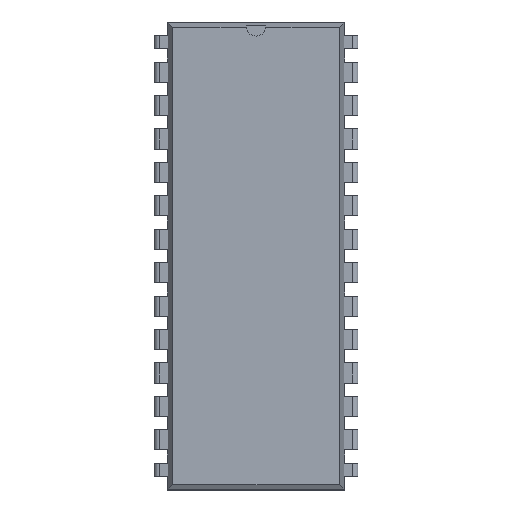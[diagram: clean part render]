
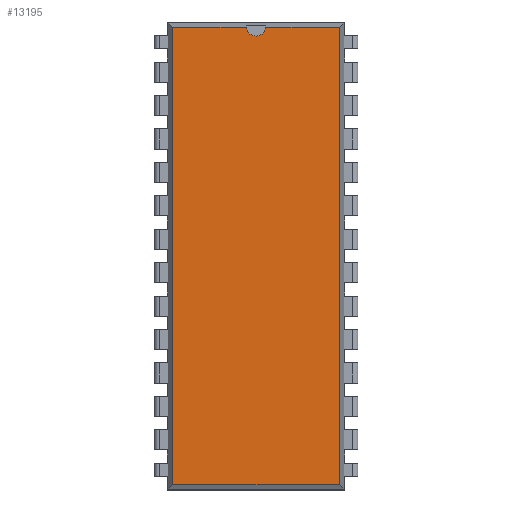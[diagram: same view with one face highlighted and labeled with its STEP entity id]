
A CAD part, top view. The second image highlights one B-rep face of the part: STEP entity #13195.
In plain terms, the highlighted planar face has unit normal (0, 0, 1).
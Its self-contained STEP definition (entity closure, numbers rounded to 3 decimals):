
#7213 = VERTEX_POINT('',#7214);
#7214 = CARTESIAN_POINT('',(13.952,0.871,3.68));
#7219 = EDGE_CURVE('',#7220,#7213,#7222,.T.);
#7220 = VERTEX_POINT('',#7221);
#7221 = CARTESIAN_POINT('',(13.952,-33.891,3.68));
#7222 = LINE('',#7223,#7224);
#7223 = CARTESIAN_POINT('',(13.952,-33.891,3.68));
#7224 = VECTOR('',#7225,1.);
#7225 = DIRECTION('',(0.,1.,0.));
#9979 = VERTEX_POINT('',#9980);
#9980 = CARTESIAN_POINT('',(1.288,0.871,3.68));
#9985 = EDGE_CURVE('',#9986,#9979,#9988,.T.);
#9986 = VERTEX_POINT('',#9987);
#9987 = CARTESIAN_POINT('',(6.874,0.871,3.68));
#9988 = LINE('',#9989,#9990);
#9989 = CARTESIAN_POINT('',(13.952,0.871,3.68));
#9990 = VECTOR('',#9991,1.);
#9991 = DIRECTION('',(-1.,0.,0.));
#10206 = VERTEX_POINT('',#10207);
#10207 = CARTESIAN_POINT('',(8.366,0.871,3.68));
#10311 = EDGE_CURVE('',#7213,#10206,#10312,.T.);
#10312 = LINE('',#10313,#10314);
#10313 = CARTESIAN_POINT('',(13.952,0.871,3.68));
#10314 = VECTOR('',#10315,1.);
#10315 = DIRECTION('',(-1.,0.,0.));
#10425 = VERTEX_POINT('',#10426);
#10426 = CARTESIAN_POINT('',(1.288,-33.891,3.68));
#10431 = EDGE_CURVE('',#9979,#10425,#10432,.T.);
#10432 = LINE('',#10433,#10434);
#10433 = CARTESIAN_POINT('',(1.288,0.871,3.68));
#10434 = VECTOR('',#10435,1.);
#10435 = DIRECTION('',(0.,-1.,0.));
#13184 = EDGE_CURVE('',#10425,#7220,#13185,.T.);
#13185 = LINE('',#13186,#13187);
#13186 = CARTESIAN_POINT('',(1.288,-33.891,3.68));
#13187 = VECTOR('',#13188,1.);
#13188 = DIRECTION('',(1.,0.,0.));
#13195 = ADVANCED_FACE('',(#13196),#13219,.F.);
#13196 = FACE_BOUND('',#13197,.F.);
#13197 = EDGE_LOOP('',(#13198,#13199,#13200,#13201,#13202,#13211,#13218)
);
#13198 = ORIENTED_EDGE('',*,*,#7219,.F.);
#13199 = ORIENTED_EDGE('',*,*,#13184,.F.);
#13200 = ORIENTED_EDGE('',*,*,#10431,.F.);
#13201 = ORIENTED_EDGE('',*,*,#9985,.F.);
#13202 = ORIENTED_EDGE('',*,*,#13203,.F.);
#13203 = EDGE_CURVE('',#13204,#9986,#13206,.T.);
#13204 = VERTEX_POINT('',#13205);
#13205 = CARTESIAN_POINT('',(7.62,0.196,3.68));
#13206 = CIRCLE('',#13207,0.75);
#13207 = AXIS2_PLACEMENT_3D('',#13208,#13209,#13210);
#13208 = CARTESIAN_POINT('',(7.62,0.946,3.68));
#13209 = DIRECTION('',(0.,0.,-1.));
#13210 = DIRECTION('',(0.,-1.,0.));
#13211 = ORIENTED_EDGE('',*,*,#13212,.F.);
#13212 = EDGE_CURVE('',#10206,#13204,#13213,.T.);
#13213 = CIRCLE('',#13214,0.75);
#13214 = AXIS2_PLACEMENT_3D('',#13215,#13216,#13217);
#13215 = CARTESIAN_POINT('',(7.62,0.946,3.68));
#13216 = DIRECTION('',(0.,0.,-1.));
#13217 = DIRECTION('',(0.,-1.,0.));
#13218 = ORIENTED_EDGE('',*,*,#10311,.F.);
#13219 = PLANE('',#13220);
#13220 = AXIS2_PLACEMENT_3D('',#13221,#13222,#13223);
#13221 = CARTESIAN_POINT('',(13.952,-33.891,3.68));
#13222 = DIRECTION('',(0.,0.,-1.));
#13223 = DIRECTION('',(-0.342,0.94,0.));
